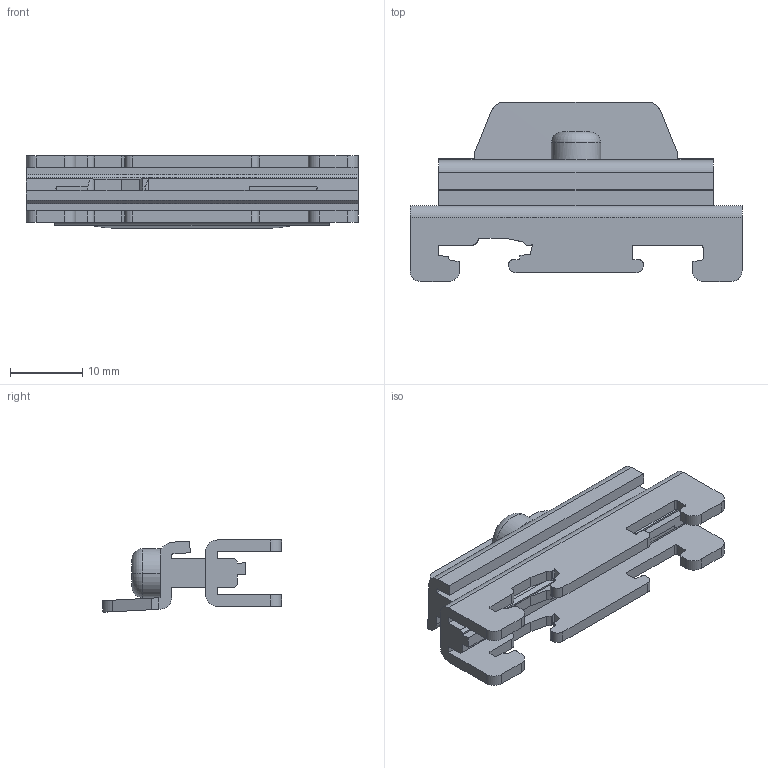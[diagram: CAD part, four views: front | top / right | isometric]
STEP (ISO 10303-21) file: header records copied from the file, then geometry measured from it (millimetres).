
FILE_DESCRIPTION((''),'2;1');
FILE_NAME('UTD-D','2023-10-23T',('dell'),(''),'PRO/ENGINEER BY PARAMETRIC TECHNOLOGY CORPORATION, 2013230','PRO/ENGINEER BY PARAMETRIC TECHNOLOGY CORPORATION, 2013230','');
FILE_SCHEMA(('AUTOMOTIVE_DESIGN { 1 0 10303 214 1 1 1 1 }'));
Length unit declared in the file: millimetre
Products named in the file (1): UTD-D
Bounding box: 46 x 24.83 x 10 mm (x, y, z)
Volume: 3996.3 mm3; surface area: 4233.3 mm2
Topology: 1 solids, 1 shells, 163 faces, 475 edges, 315 vertices
Faces by surface type: plane 103, cylinder 58, torus 2
Entity records: 5524 total; most frequent: CARTESIAN_POINT 1030, ORIENTED_EDGE 950, DIRECTION 894, EDGE_CURVE 475, VECTOR 346, LINE 346, VERTEX_POINT 315, AXIS2_PLACEMENT_3D 274
